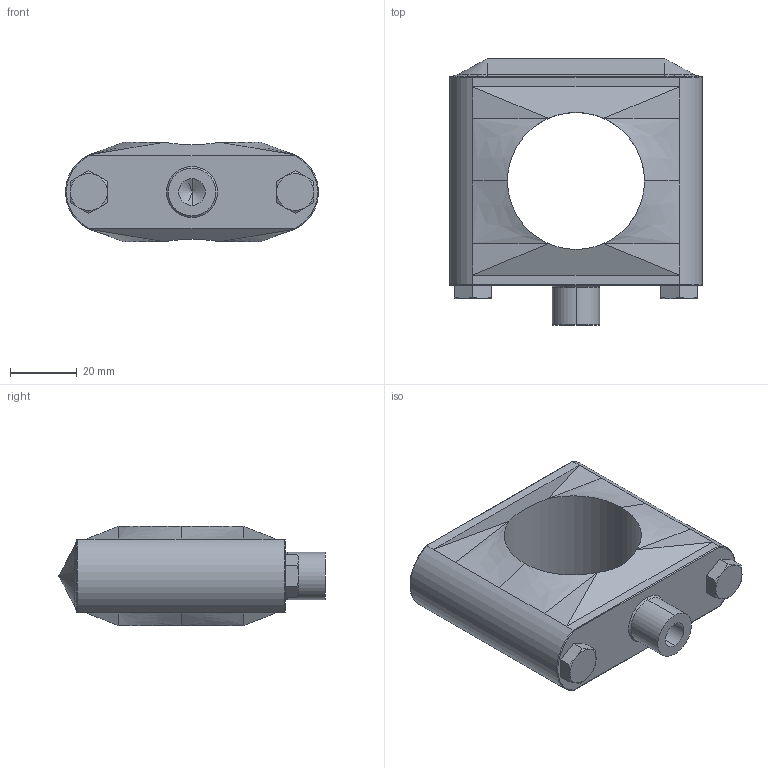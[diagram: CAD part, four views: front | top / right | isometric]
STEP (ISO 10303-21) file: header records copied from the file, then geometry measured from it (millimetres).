
FILE_DESCRIPTION (( 'STEP AP214' ), '1' );
FILE_NAME ('CSDBMTC1.25P304ZP.STEP', '2023-05-29T05:11:54', ( '' ), ( '' ), 'SwSTEP 2.0', 'SolidWorks 2018', '' );
FILE_SCHEMA (( 'AUTOMOTIVE_DESIGN' ));
Length unit declared in the file: inch
Products named in the file (1): CSDBMTC1.25P304ZP
Bounding box: 75.85 x 79.91 x 29.85 mm (x, y, z)
Volume: 83552.2 mm3; surface area: 17008.4 mm2
Topology: 1 solids, 1 shells, 97 faces, 236 edges, 141 vertices
Faces by surface type: plane 38, cone 20, cylinder 15, bspline 14, torus 8, sphere 2
Entity records: 3578 total; most frequent: CARTESIAN_POINT 1421, ORIENTED_EDGE 468, DIRECTION 384, EDGE_CURVE 234, AXIS2_PLACEMENT_3D 144, VERTEX_POINT 141, EDGE_LOOP 101, ADVANCED_FACE 97
